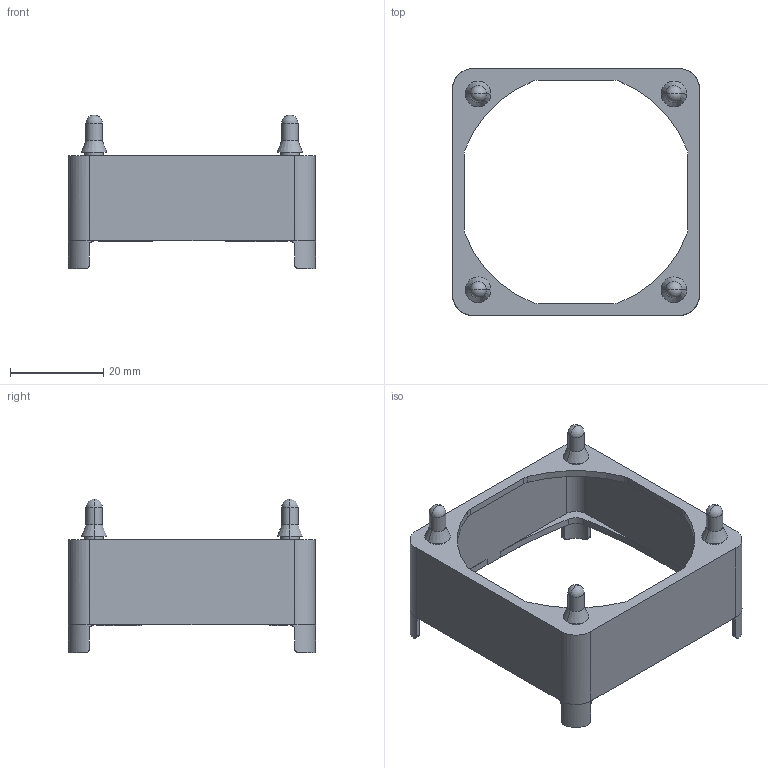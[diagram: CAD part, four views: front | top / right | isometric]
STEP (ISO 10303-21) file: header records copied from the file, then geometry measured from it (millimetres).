
FILE_DESCRIPTION((''),'2;1');
FILE_NAME('SLM-50-150-10-B42.stp','2012-04-16T15:39:43',(''),(''),'Mechanical Desktop.R8.0.24.0','Mechanical Desktop.R8.0.24.0',', , ');
FILE_SCHEMA(('CONFIG_CONTROL_DESIGN'));
Length unit declared in the file: millimetre
Products named in the file (2): SLM-50-150-10-B42A; SLM-50-150-10-B42
Assembly tree (1 placements, depth 2):
  SLM-50-150-10-B42A
    SLM-50-150-10-B42
Bounding box: 53 x 53 x 33 mm (x, y, z)
Volume: 6995.8 mm3; surface area: 9924.6 mm2
Topology: 1 solids, 1 shells, 1705 faces, 4821 edges, 3182 vertices
Faces by surface type: bspline 1271, plane 290, cylinder 108, sphere 24, cone 8, torus 4
Entity records: 62542 total; most frequent: CARTESIAN_POINT 27037, ORIENTED_EDGE 9594, EDGE_CURVE 4797, DIRECTION 3363, VERTEX_POINT 3182, B_SPLINE_CURVE_WITH_KNOTS 2558, VECTOR 1987, LINE 1987
